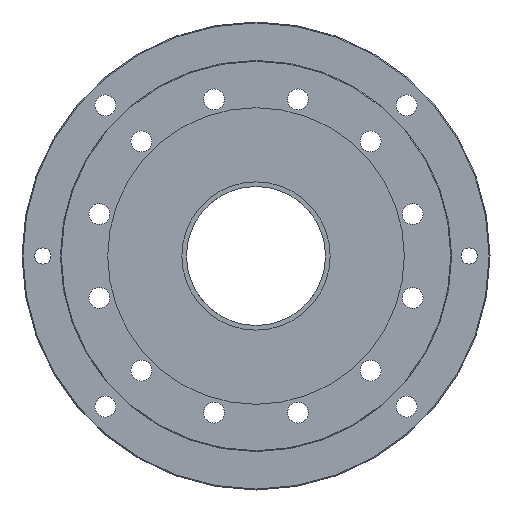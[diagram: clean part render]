
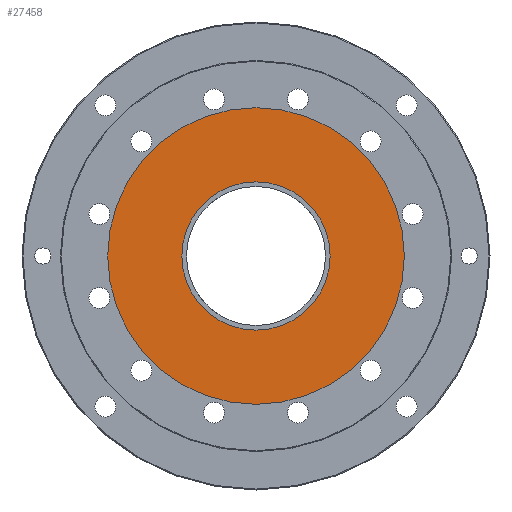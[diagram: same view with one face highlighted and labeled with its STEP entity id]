
A CAD part, left-side view. The second image highlights one B-rep face of the part: STEP entity #27458.
In plain terms, the highlighted planar face has unit normal (-1, 0, 0).
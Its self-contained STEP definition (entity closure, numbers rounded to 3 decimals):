
#603=PLANE('',#28968);
#3847=CIRCLE('',#28967,160.);
#3848=CIRCLE('',#28969,80.);
#5467=ORIENTED_EDGE('',*,*,#10626,.T.);
#5468=ORIENTED_EDGE('',*,*,#10625,.F.);
#10625=EDGE_CURVE('',#13265,#13265,#3847,.T.);
#10626=EDGE_CURVE('',#13266,#13266,#3848,.F.);
#13265=VERTEX_POINT('',#37603);
#13266=VERTEX_POINT('',#37606);
#15157=EDGE_LOOP('',(#5467));
#15158=EDGE_LOOP('',(#5468));
#16887=FACE_BOUND('',#15157,.T.);
#16888=FACE_BOUND('',#15158,.T.);
#27458=ADVANCED_FACE('',(#16887,#16888),#603,.T.);
#28967=AXIS2_PLACEMENT_3D('',#37602,#31923,#31924);
#28968=AXIS2_PLACEMENT_3D('',#37604,#31925,#31926);
#28969=AXIS2_PLACEMENT_3D('',#37605,#31927,#31928);
#31923=DIRECTION('',(1.,0.,0.));
#31924=DIRECTION('',(0.,1.,0.));
#31925=DIRECTION('',(-1.,0.,0.));
#31926=DIRECTION('',(0.,-1.,0.));
#31927=DIRECTION('',(-1.,0.,0.));
#31928=DIRECTION('',(0.,-1.,0.));
#37602=CARTESIAN_POINT('',(-193.038,0.,0.));
#37603=CARTESIAN_POINT('',(-193.038,160.,0.));
#37604=CARTESIAN_POINT('',(-193.038,-160.,0.));
#37605=CARTESIAN_POINT('',(-193.038,0.,0.));
#37606=CARTESIAN_POINT('',(-193.038,-80.,0.));
